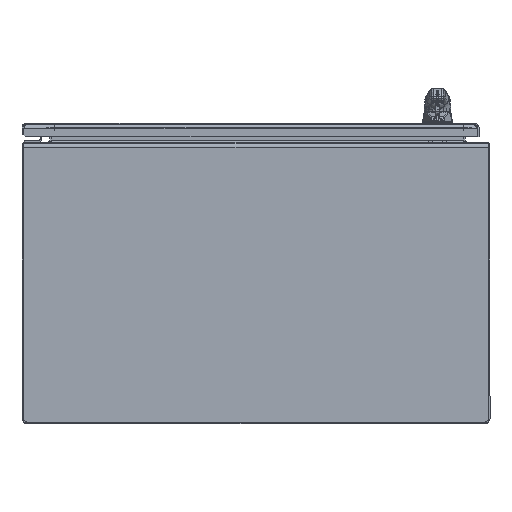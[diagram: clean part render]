
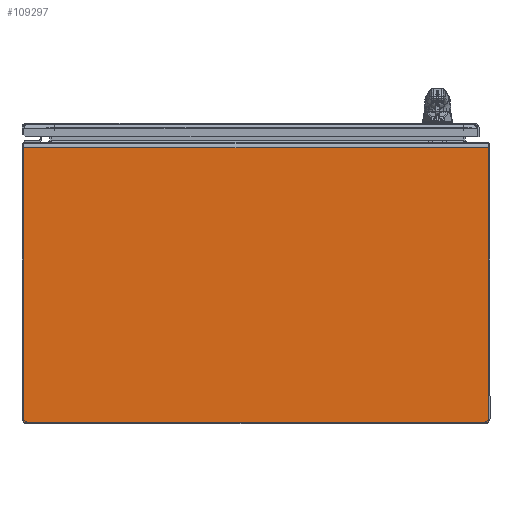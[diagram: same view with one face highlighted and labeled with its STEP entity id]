
A CAD part, front view. The second image highlights one B-rep face of the part: STEP entity #109297.
In plain terms, the highlighted planar face has unit normal (0, -1, 0).
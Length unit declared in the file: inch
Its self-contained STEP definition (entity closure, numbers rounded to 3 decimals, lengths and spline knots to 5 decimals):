
#3286 = ORIENTED_EDGE ( 'NONE', *, *, #67338, .T. ) ;
#7175 = EDGE_CURVE ( 'NONE', #73403, #84835, #172796, .T. ) ;
#25229 = VECTOR ( 'NONE', #82653, 39.37008 ) ;
#25873 = CARTESIAN_POINT ( 'NONE',  ( -14.9585, -36.0625, -9.4265 ) ) ;
#35020 = PLANE ( 'NONE',  #43411 ) ;
#41557 = VECTOR ( 'NONE', #135551, 39.37008 ) ;
#43411 = AXIS2_PLACEMENT_3D ( 'NONE', #160418, #230609, #177960 ) ;
#43511 = ORIENTED_EDGE ( 'NONE', *, *, #7175, .T. ) ;
#50219 = FACE_OUTER_BOUND ( 'NONE', #84125, .T. ) ;
#54910 = CARTESIAN_POINT ( 'NONE',  ( -14.9585, -36.0625, 8.2405 ) ) ;
#58872 = DIRECTION ( 'NONE',  ( 0., 0., 1. ) ) ;
#66359 = ORIENTED_EDGE ( 'NONE', *, *, #181835, .T. ) ;
#67338 = EDGE_CURVE ( 'NONE', #84835, #155099, #174128, .T. ) ;
#67517 = CARTESIAN_POINT ( 'NONE',  ( 0., -36.0625, -9.4265 ) ) ;
#73403 = VERTEX_POINT ( 'NONE', #54910 ) ;
#74014 = VECTOR ( 'NONE', #143711, 39.37008 ) ;
#82653 = DIRECTION ( 'NONE',  ( 0., 0., -1. ) ) ;
#84125 = EDGE_LOOP ( 'NONE', ( #3286, #143047, #66359, #43511 ) ) ;
#84835 = VERTEX_POINT ( 'NONE', #25873 ) ;
#92922 = CARTESIAN_POINT ( 'NONE',  ( 14.9585, -36.0625, -0.468 ) ) ;
#106223 = LINE ( 'NONE', #128458, #74014 ) ;
#109297 = ADVANCED_FACE ( 'NONE', ( #50219 ), #35020, .T. ) ;
#115334 = VECTOR ( 'NONE', #58872, 39.37008 ) ;
#115987 = CARTESIAN_POINT ( 'NONE',  ( 14.9585, -36.0625, -9.4265 ) ) ;
#128458 = CARTESIAN_POINT ( 'NONE',  ( 0., -36.0625, 8.2405 ) ) ;
#135551 = DIRECTION ( 'NONE',  ( 1., 0., 0. ) ) ;
#143047 = ORIENTED_EDGE ( 'NONE', *, *, #170383, .T. ) ;
#143711 = DIRECTION ( 'NONE',  ( -1., 0., 0. ) ) ;
#147226 = VERTEX_POINT ( 'NONE', #202620 ) ;
#155099 = VERTEX_POINT ( 'NONE', #115987 ) ;
#160418 = CARTESIAN_POINT ( 'NONE',  ( 0., -36.0625, -0.468 ) ) ;
#170383 = EDGE_CURVE ( 'NONE', #155099, #147226, #219334, .T. ) ;
#172796 = LINE ( 'NONE', #227765, #25229 ) ;
#174128 = LINE ( 'NONE', #67517, #41557 ) ;
#177960 = DIRECTION ( 'NONE',  ( 0., 0., 1. ) ) ;
#181835 = EDGE_CURVE ( 'NONE', #147226, #73403, #106223, .T. ) ;
#202620 = CARTESIAN_POINT ( 'NONE',  ( 14.9585, -36.0625, 8.2405 ) ) ;
#219334 = LINE ( 'NONE', #92922, #115334 ) ;
#227765 = CARTESIAN_POINT ( 'NONE',  ( -14.9585, -36.0625, -0.468 ) ) ;
#230609 = DIRECTION ( 'NONE',  ( 0., -1., 0. ) ) ;
